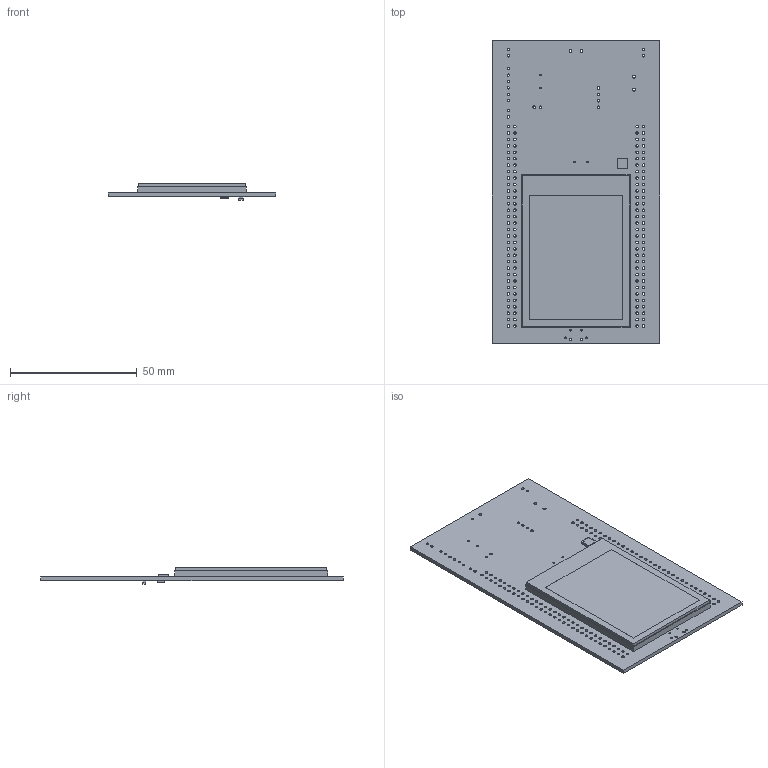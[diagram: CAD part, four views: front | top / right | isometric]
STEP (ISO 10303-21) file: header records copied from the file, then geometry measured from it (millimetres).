
FILE_DESCRIPTION(('Open CASCADE Model'),'2;1');
FILE_NAME('Open CASCADE Shape Model','2020-05-09T10:33:56',('Author'),( 'Open CASCADE'),'Open CASCADE STEP processor 6.8','Open CASCADE 6.8' ,'Unknown');
FILE_SCHEMA(('AUTOMOTIVE_DESIGN { 1 0 10303 214 1 1 1 1 }'));
Length unit declared in the file: millimetre
Products named in the file (29): PCB; Board; U9; DFN12(3x3)-1; 976315024; Extruded; U3; LGA-16; 976314888; C54; C0603; 976315160; CN5; 976314752; 976313936; 976314072; 976314208; 976314344; 976314480; 976314616
Assembly tree (76 placements, depth 4):
  PCB
    Board
    U9
      DFN12(3x3)-1
      976315024
        Extruded
    U3
      LGA-16
      976314888
        Extruded
    C54
      C0603
      976315160
        Extruded
    CN5
      976314752
        Extruded
      976313936
        Extruded
      976314072  x48
        Extruded
      976314208
        Extruded
      976314344
        Extruded
      976314480
        Extruded
      976314616  x2
        Extruded
Bounding box: 66 x 119.3 x 6.64 mm (x, y, z)
Volume: 21366.3 mm3; surface area: 33010.1 mm2
Topology: 62 solids, 62 shells, 772 faces, 1865 edges, 1230 vertices
Faces by surface type: plane 568, cylinder 192, bspline 8, cone 2, torus 2
Full cylindrical faces by diameter (mm): 0.65 x2, 0.7 x4, 0.8 x2, 0.9 x8, 1 x142, 1.2 x2
Entity records: 18317 total; most frequent: CARTESIAN_POINT 2808, DIRECTION 2781, ORIENTED_EDGE 2562, EDGE_CURVE 1281, AXIS2_PLACEMENT_3D 947, LINE 887, VECTOR 887, VERTEX_POINT 846
